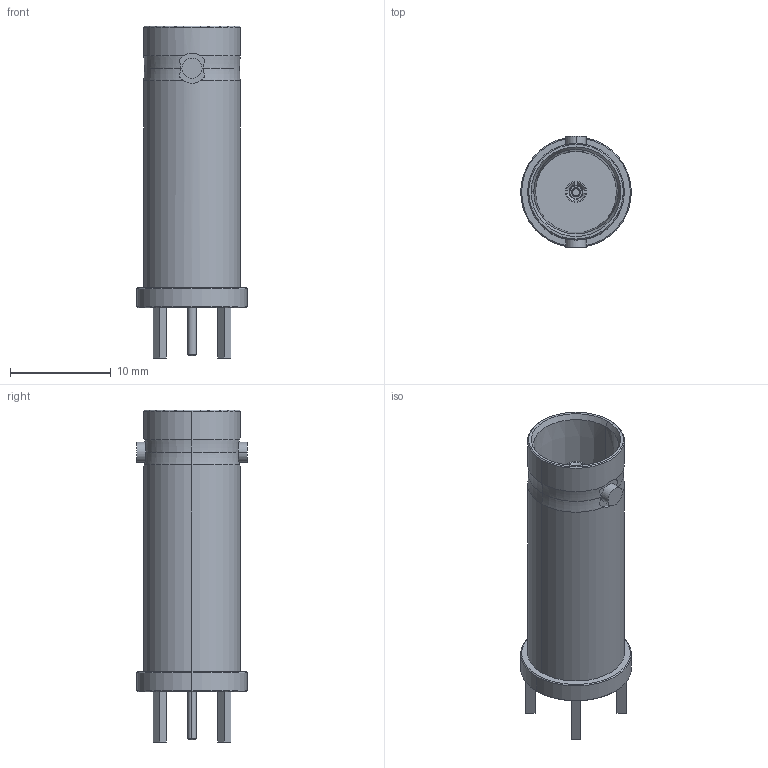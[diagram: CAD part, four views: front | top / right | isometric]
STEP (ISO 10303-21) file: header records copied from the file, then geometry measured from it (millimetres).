
FILE_DESCRIPTION (( 'STEP AP214' ), '1' );
FILE_NAME ('10-452-B6-28.STEP', '2025-03-10T00:10:33', ( '' ), ( '' ), 'SwSTEP 2.0', 'SolidWorks 2024', '' );
FILE_SCHEMA (( 'AUTOMOTIVE_DESIGN' ));
Length unit declared in the file: millimetre
Products named in the file (1): 10-452-B6-28
Bounding box: 11 x 11 x 33 mm (x, y, z)
Surface area: 1565.6 mm2 (no closed solid volume)
Topology: 0 solids, 7 shells, 89 faces, 226 edges, 149 vertices
Faces by surface type: plane 38, cylinder 25, cone 20, torus 6
Entity records: 2749 total; most frequent: CARTESIAN_POINT 590, DIRECTION 469, ORIENTED_EDGE 410, EDGE_CURVE 226, AXIS2_PLACEMENT_3D 182, VERTEX_POINT 149, LINE 105, VECTOR 105
